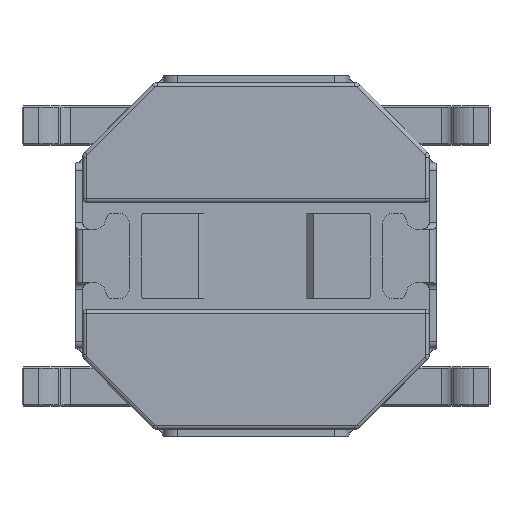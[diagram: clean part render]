
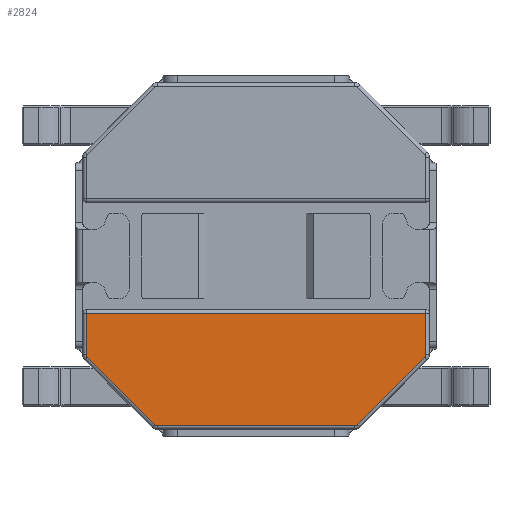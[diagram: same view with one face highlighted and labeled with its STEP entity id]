
A CAD part, front view. The second image highlights one B-rep face of the part: STEP entity #2824.
In plain terms, the highlighted planar face has unit normal (0, -1, 0).
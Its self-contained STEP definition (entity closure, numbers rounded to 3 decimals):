
#49 = DIRECTION ( 'NONE',  ( 0., 0., 1. ) ) ;
#186 = VECTOR ( 'NONE', #11353, 1000. ) ;
#340 = ORIENTED_EDGE ( 'NONE', *, *, #15195, .T. ) ;
#374 = DIRECTION ( 'NONE',  ( 0., -1., 0. ) ) ;
#500 = CARTESIAN_POINT ( 'NONE',  ( -1.384, 0., -2.325 ) ) ;
#844 = CARTESIAN_POINT ( 'NONE',  ( -1.419, 0., -2.36 ) ) ;
#1115 = DIRECTION ( 'NONE',  ( 0., 0., 1. ) ) ;
#1116 = LINE ( 'NONE', #11184, #8887 ) ;
#1160 = CARTESIAN_POINT ( 'NONE',  ( 2.36, 0., -1.419 ) ) ;
#1270 = DIRECTION ( 'NONE',  ( 0., 0., 1. ) ) ;
#1364 = CIRCLE ( 'NONE', #9963, 0.05 ) ;
#1588 = DIRECTION ( 'NONE',  ( -1., 0., 0. ) ) ;
#1671 = VERTEX_POINT ( 'NONE', #5989 ) ;
#1879 = CARTESIAN_POINT ( 'NONE',  ( -2.375, 0., 0. ) ) ;
#1977 = VERTEX_POINT ( 'NONE', #9300 ) ;
#2605 = ORIENTED_EDGE ( 'NONE', *, *, #5362, .T. ) ;
#2824 = ADVANCED_FACE ( 'NONE', ( #4903 ), #6578, .F. ) ;
#3123 = ORIENTED_EDGE ( 'NONE', *, *, #10362, .T. ) ;
#3274 = EDGE_CURVE ( 'NONE', #14941, #8641, #11899, .T. ) ;
#3381 = CIRCLE ( 'NONE', #8745, 0.05 ) ;
#3872 = CARTESIAN_POINT ( 'NONE',  ( 2.325, 0., -1.384 ) ) ;
#3962 = CARTESIAN_POINT ( 'NONE',  ( -2.325, 0., -1.384 ) ) ;
#4672 = ORIENTED_EDGE ( 'NONE', *, *, #9726, .T. ) ;
#4903 = FACE_OUTER_BOUND ( 'NONE', #12379, .T. ) ;
#5034 = DIRECTION ( 'NONE',  ( 0., -1., 0. ) ) ;
#5065 = DIRECTION ( 'NONE',  ( 0., 0., 1. ) ) ;
#5362 = EDGE_CURVE ( 'NONE', #5702, #13507, #12990, .T. ) ;
#5399 = VECTOR ( 'NONE', #9611, 1000. ) ;
#5634 = LINE ( 'NONE', #12006, #12877 ) ;
#5702 = VERTEX_POINT ( 'NONE', #13456 ) ;
#5989 = CARTESIAN_POINT ( 'NONE',  ( 1.384, 0., -2.375 ) ) ;
#6064 = VERTEX_POINT ( 'NONE', #13966 ) ;
#6136 = CIRCLE ( 'NONE', #6896, 0.05 ) ;
#6578 = PLANE ( 'NONE',  #7537 ) ;
#6789 = VERTEX_POINT ( 'NONE', #12059 ) ;
#6896 = AXIS2_PLACEMENT_3D ( 'NONE', #3872, #5034, #49 ) ;
#7199 = DIRECTION ( 'NONE',  ( 0., -1., 0. ) ) ;
#7537 = AXIS2_PLACEMENT_3D ( 'NONE', #12750, #15150, #7808 ) ;
#7808 = DIRECTION ( 'NONE',  ( 0., 0., 1. ) ) ;
#7955 = DIRECTION ( 'NONE',  ( 0., -1., 0. ) ) ;
#8051 = CARTESIAN_POINT ( 'NONE',  ( 2.375, 0., -1.384 ) ) ;
#8169 = CARTESIAN_POINT ( 'NONE',  ( -2.36, 0., -1.419 ) ) ;
#8434 = VECTOR ( 'NONE', #13229, 1000. ) ;
#8514 = LINE ( 'NONE', #12623, #186 ) ;
#8641 = VERTEX_POINT ( 'NONE', #844 ) ;
#8745 = AXIS2_PLACEMENT_3D ( 'NONE', #3962, #374, #5065 ) ;
#8882 = CARTESIAN_POINT ( 'NONE',  ( -2.375, 0., -1.384 ) ) ;
#8887 = VECTOR ( 'NONE', #1588, 1000. ) ;
#9179 = ORIENTED_EDGE ( 'NONE', *, *, #12985, .T. ) ;
#9300 = CARTESIAN_POINT ( 'NONE',  ( 2.375, 0., -0.8 ) ) ;
#9377 = CIRCLE ( 'NONE', #12789, 0.05 ) ;
#9522 = CARTESIAN_POINT ( 'NONE',  ( 2.36, 0., -1.419 ) ) ;
#9611 = DIRECTION ( 'NONE',  ( 0.707, 0., 0.707 ) ) ;
#9726 = EDGE_CURVE ( 'NONE', #11032, #14941, #3381, .T. ) ;
#9963 = AXIS2_PLACEMENT_3D ( 'NONE', #500, #7955, #13887 ) ;
#10362 = EDGE_CURVE ( 'NONE', #8641, #6789, #1364, .T. ) ;
#10412 = VECTOR ( 'NONE', #10513, 1000. ) ;
#10513 = DIRECTION ( 'NONE',  ( 0.707, 0., -0.707 ) ) ;
#10518 = ORIENTED_EDGE ( 'NONE', *, *, #12829, .T. ) ;
#11032 = VERTEX_POINT ( 'NONE', #8882 ) ;
#11184 = CARTESIAN_POINT ( 'NONE',  ( 0., 0., -0.8 ) ) ;
#11353 = DIRECTION ( 'NONE',  ( 1., 0., 0. ) ) ;
#11602 = EDGE_CURVE ( 'NONE', #6789, #1671, #8514, .T. ) ;
#11899 = LINE ( 'NONE', #15382, #10412 ) ;
#12006 = CARTESIAN_POINT ( 'NONE',  ( 2.375, 0., 0. ) ) ;
#12059 = CARTESIAN_POINT ( 'NONE',  ( -1.384, 0., -2.375 ) ) ;
#12379 = EDGE_LOOP ( 'NONE', ( #2605, #340, #10518, #9179, #12421, #4672, #13548, #3123, #15062, #15566 ) ) ;
#12421 = ORIENTED_EDGE ( 'NONE', *, *, #14452, .T. ) ;
#12444 = LINE ( 'NONE', #1879, #8434 ) ;
#12534 = VERTEX_POINT ( 'NONE', #8051 ) ;
#12623 = CARTESIAN_POINT ( 'NONE',  ( 0., 0., -2.375 ) ) ;
#12750 = CARTESIAN_POINT ( 'NONE',  ( 0., 0., 0. ) ) ;
#12789 = AXIS2_PLACEMENT_3D ( 'NONE', #13479, #7199, #1115 ) ;
#12829 = EDGE_CURVE ( 'NONE', #12534, #1977, #5634, .T. ) ;
#12877 = VECTOR ( 'NONE', #1270, 1000. ) ;
#12985 = EDGE_CURVE ( 'NONE', #1977, #6064, #1116, .T. ) ;
#12990 = LINE ( 'NONE', #1160, #5399 ) ;
#13229 = DIRECTION ( 'NONE',  ( 0., 0., -1. ) ) ;
#13456 = CARTESIAN_POINT ( 'NONE',  ( 1.419, 0., -2.36 ) ) ;
#13479 = CARTESIAN_POINT ( 'NONE',  ( 1.384, 0., -2.325 ) ) ;
#13507 = VERTEX_POINT ( 'NONE', #9522 ) ;
#13548 = ORIENTED_EDGE ( 'NONE', *, *, #3274, .T. ) ;
#13887 = DIRECTION ( 'NONE',  ( 0., 0., 1. ) ) ;
#13959 = EDGE_CURVE ( 'NONE', #1671, #5702, #9377, .T. ) ;
#13966 = CARTESIAN_POINT ( 'NONE',  ( -2.375, 0., -0.8 ) ) ;
#14452 = EDGE_CURVE ( 'NONE', #6064, #11032, #12444, .T. ) ;
#14941 = VERTEX_POINT ( 'NONE', #8169 ) ;
#15062 = ORIENTED_EDGE ( 'NONE', *, *, #11602, .T. ) ;
#15150 = DIRECTION ( 'NONE',  ( 0., 1., 0. ) ) ;
#15195 = EDGE_CURVE ( 'NONE', #13507, #12534, #6136, .T. ) ;
#15382 = CARTESIAN_POINT ( 'NONE',  ( -1.419, 0., -2.36 ) ) ;
#15566 = ORIENTED_EDGE ( 'NONE', *, *, #13959, .T. ) ;
